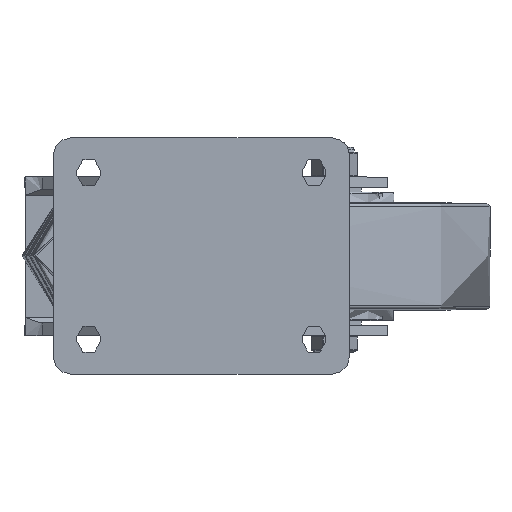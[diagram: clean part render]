
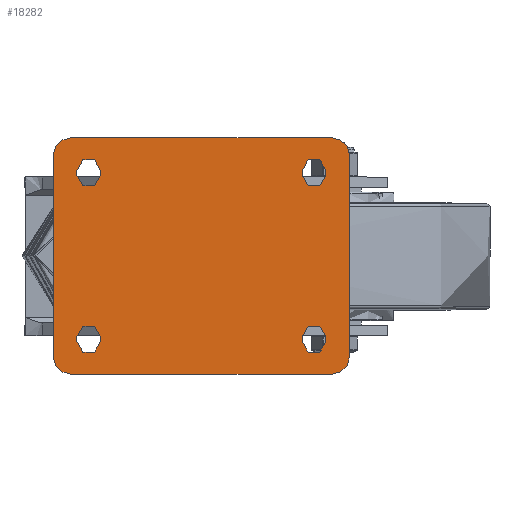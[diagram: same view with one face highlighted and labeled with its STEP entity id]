
A CAD part, top view. The second image highlights one B-rep face of the part: STEP entity #18282.
In plain terms, the highlighted planar face has unit normal (0, 0, 1).
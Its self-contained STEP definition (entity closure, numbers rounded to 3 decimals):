
#893=FACE_BOUND('',#3527,.T.);
#894=FACE_BOUND('',#3528,.T.);
#895=FACE_BOUND('',#3529,.T.);
#896=FACE_BOUND('',#3530,.T.);
#1057=PLANE('',#19771);
#2366=FACE_OUTER_BOUND('',#3526,.T.);
#3526=EDGE_LOOP('',(#12534,#12535,#12536,#12537,#12538,#12539,#12540,#12541));
#3527=EDGE_LOOP('',(#12542,#12543,#12544,#12545));
#3528=EDGE_LOOP('',(#12546,#12547,#12548,#12549));
#3529=EDGE_LOOP('',(#12550,#12551,#12552,#12553));
#3530=EDGE_LOOP('',(#12554,#12555,#12556,#12557));
#4870=LINE('',#26383,#5889);
#4871=LINE('',#26387,#5890);
#4872=LINE('',#26391,#5891);
#4873=LINE('',#26394,#5892);
#4874=LINE('',#26397,#5893);
#4875=LINE('',#26401,#5894);
#4876=LINE('',#26405,#5895);
#4877=LINE('',#26409,#5896);
#4878=LINE('',#26413,#5897);
#4879=LINE('',#26417,#5898);
#4880=LINE('',#26421,#5899);
#4881=LINE('',#26425,#5900);
#5889=VECTOR('',#21753,1000.);
#5890=VECTOR('',#21756,1000.);
#5891=VECTOR('',#21759,1000.);
#5892=VECTOR('',#21762,1000.);
#5893=VECTOR('',#21763,1000.);
#5894=VECTOR('',#21766,1000.);
#5895=VECTOR('',#21769,1000.);
#5896=VECTOR('',#21772,1000.);
#5897=VECTOR('',#21775,1000.);
#5898=VECTOR('',#21778,1000.);
#5899=VECTOR('',#21781,1000.);
#5900=VECTOR('',#21784,1000.);
#6882=CIRCLE('',#19772,8.);
#6883=CIRCLE('',#19773,8.);
#6884=CIRCLE('',#19774,8.);
#6885=CIRCLE('',#19775,8.);
#6886=CIRCLE('',#19776,5.5);
#6887=CIRCLE('',#19777,5.5);
#6888=CIRCLE('',#19778,5.5);
#6889=CIRCLE('',#19779,5.5);
#6890=CIRCLE('',#19780,5.5);
#6891=CIRCLE('',#19781,5.5);
#6892=CIRCLE('',#19782,5.5);
#6893=CIRCLE('',#19783,5.5);
#7801=VERTEX_POINT('',#26379);
#7802=VERTEX_POINT('',#26380);
#7803=VERTEX_POINT('',#26382);
#7804=VERTEX_POINT('',#26384);
#7805=VERTEX_POINT('',#26386);
#7806=VERTEX_POINT('',#26388);
#7807=VERTEX_POINT('',#26390);
#7808=VERTEX_POINT('',#26392);
#7809=VERTEX_POINT('',#26395);
#7810=VERTEX_POINT('',#26396);
#7811=VERTEX_POINT('',#26398);
#7812=VERTEX_POINT('',#26400);
#7813=VERTEX_POINT('',#26403);
#7814=VERTEX_POINT('',#26404);
#7815=VERTEX_POINT('',#26406);
#7816=VERTEX_POINT('',#26408);
#7817=VERTEX_POINT('',#26411);
#7818=VERTEX_POINT('',#26412);
#7819=VERTEX_POINT('',#26414);
#7820=VERTEX_POINT('',#26416);
#7821=VERTEX_POINT('',#26419);
#7822=VERTEX_POINT('',#26420);
#7823=VERTEX_POINT('',#26422);
#7824=VERTEX_POINT('',#26424);
#9631=EDGE_CURVE('',#7801,#7802,#6882,.T.);
#9632=EDGE_CURVE('',#7803,#7801,#4870,.T.);
#9633=EDGE_CURVE('',#7804,#7803,#6883,.T.);
#9634=EDGE_CURVE('',#7805,#7804,#4871,.T.);
#9635=EDGE_CURVE('',#7806,#7805,#6884,.T.);
#9636=EDGE_CURVE('',#7807,#7806,#4872,.T.);
#9637=EDGE_CURVE('',#7808,#7807,#6885,.T.);
#9638=EDGE_CURVE('',#7802,#7808,#4873,.T.);
#9639=EDGE_CURVE('',#7809,#7810,#4874,.T.);
#9640=EDGE_CURVE('',#7810,#7811,#6886,.T.);
#9641=EDGE_CURVE('',#7811,#7812,#4875,.T.);
#9642=EDGE_CURVE('',#7812,#7809,#6887,.T.);
#9643=EDGE_CURVE('',#7813,#7814,#4876,.T.);
#9644=EDGE_CURVE('',#7814,#7815,#6888,.T.);
#9645=EDGE_CURVE('',#7815,#7816,#4877,.T.);
#9646=EDGE_CURVE('',#7816,#7813,#6889,.T.);
#9647=EDGE_CURVE('',#7817,#7818,#4878,.T.);
#9648=EDGE_CURVE('',#7818,#7819,#6890,.T.);
#9649=EDGE_CURVE('',#7819,#7820,#4879,.T.);
#9650=EDGE_CURVE('',#7820,#7817,#6891,.T.);
#9651=EDGE_CURVE('',#7821,#7822,#4880,.T.);
#9652=EDGE_CURVE('',#7822,#7823,#6892,.T.);
#9653=EDGE_CURVE('',#7823,#7824,#4881,.T.);
#9654=EDGE_CURVE('',#7824,#7821,#6893,.T.);
#12534=ORIENTED_EDGE('',*,*,#9631,.F.);
#12535=ORIENTED_EDGE('',*,*,#9632,.F.);
#12536=ORIENTED_EDGE('',*,*,#9633,.F.);
#12537=ORIENTED_EDGE('',*,*,#9634,.F.);
#12538=ORIENTED_EDGE('',*,*,#9635,.F.);
#12539=ORIENTED_EDGE('',*,*,#9636,.F.);
#12540=ORIENTED_EDGE('',*,*,#9637,.F.);
#12541=ORIENTED_EDGE('',*,*,#9638,.F.);
#12542=ORIENTED_EDGE('',*,*,#9639,.T.);
#12543=ORIENTED_EDGE('',*,*,#9640,.T.);
#12544=ORIENTED_EDGE('',*,*,#9641,.T.);
#12545=ORIENTED_EDGE('',*,*,#9642,.T.);
#12546=ORIENTED_EDGE('',*,*,#9643,.T.);
#12547=ORIENTED_EDGE('',*,*,#9644,.T.);
#12548=ORIENTED_EDGE('',*,*,#9645,.T.);
#12549=ORIENTED_EDGE('',*,*,#9646,.T.);
#12550=ORIENTED_EDGE('',*,*,#9647,.T.);
#12551=ORIENTED_EDGE('',*,*,#9648,.T.);
#12552=ORIENTED_EDGE('',*,*,#9649,.T.);
#12553=ORIENTED_EDGE('',*,*,#9650,.T.);
#12554=ORIENTED_EDGE('',*,*,#9651,.T.);
#12555=ORIENTED_EDGE('',*,*,#9652,.T.);
#12556=ORIENTED_EDGE('',*,*,#9653,.T.);
#12557=ORIENTED_EDGE('',*,*,#9654,.T.);
#18282=ADVANCED_FACE('',(#2366,#893,#894,#895,#896),#1057,.T.);
#19771=AXIS2_PLACEMENT_3D('',#26378,#21749,#21750);
#19772=AXIS2_PLACEMENT_3D('',#26381,#21751,#21752);
#19773=AXIS2_PLACEMENT_3D('',#26385,#21754,#21755);
#19774=AXIS2_PLACEMENT_3D('',#26389,#21757,#21758);
#19775=AXIS2_PLACEMENT_3D('',#26393,#21760,#21761);
#19776=AXIS2_PLACEMENT_3D('',#26399,#21764,#21765);
#19777=AXIS2_PLACEMENT_3D('',#26402,#21767,#21768);
#19778=AXIS2_PLACEMENT_3D('',#26407,#21770,#21771);
#19779=AXIS2_PLACEMENT_3D('',#26410,#21773,#21774);
#19780=AXIS2_PLACEMENT_3D('',#26415,#21776,#21777);
#19781=AXIS2_PLACEMENT_3D('',#26418,#21779,#21780);
#19782=AXIS2_PLACEMENT_3D('',#26423,#21782,#21783);
#19783=AXIS2_PLACEMENT_3D('',#26426,#21785,#21786);
#21749=DIRECTION('center_axis',(0.,0.,1.));
#21750=DIRECTION('ref_axis',(-1.,0.,0.));
#21751=DIRECTION('center_axis',(0.,0.,-1.));
#21752=DIRECTION('ref_axis',(0.,1.,0.));
#21753=DIRECTION('',(1.,0.,0.));
#21754=DIRECTION('center_axis',(0.,0.,-1.));
#21755=DIRECTION('ref_axis',(-1.,0.,0.));
#21756=DIRECTION('',(0.,1.,0.));
#21757=DIRECTION('center_axis',(0.,0.,-1.));
#21758=DIRECTION('ref_axis',(0.,-1.,0.));
#21759=DIRECTION('',(-1.,0.,0.));
#21760=DIRECTION('center_axis',(0.,0.,-1.));
#21761=DIRECTION('ref_axis',(1.,0.,0.));
#21762=DIRECTION('',(0.,-1.,0.));
#21763=DIRECTION('',(0.,-1.,0.));
#21764=DIRECTION('center_axis',(0.,0.,-1.));
#21765=DIRECTION('ref_axis',(1.,0.,0.));
#21766=DIRECTION('',(0.,1.,0.));
#21767=DIRECTION('center_axis',(0.,0.,-1.));
#21768=DIRECTION('ref_axis',(1.,0.,0.));
#21769=DIRECTION('',(0.,1.,0.));
#21770=DIRECTION('center_axis',(0.,0.,-1.));
#21771=DIRECTION('ref_axis',(1.,0.,0.));
#21772=DIRECTION('',(0.,-1.,0.));
#21773=DIRECTION('center_axis',(0.,0.,-1.));
#21774=DIRECTION('ref_axis',(1.,0.,0.));
#21775=DIRECTION('',(0.,-1.,0.));
#21776=DIRECTION('center_axis',(0.,0.,-1.));
#21777=DIRECTION('ref_axis',(-1.,0.,0.));
#21778=DIRECTION('',(0.,1.,0.));
#21779=DIRECTION('center_axis',(0.,0.,-1.));
#21780=DIRECTION('ref_axis',(-1.,0.,0.));
#21781=DIRECTION('',(0.,1.,0.));
#21782=DIRECTION('center_axis',(0.,0.,-1.));
#21783=DIRECTION('ref_axis',(-1.,0.,0.));
#21784=DIRECTION('',(0.,-1.,0.));
#21785=DIRECTION('center_axis',(0.,0.,-1.));
#21786=DIRECTION('ref_axis',(-1.,0.,0.));
#26378=CARTESIAN_POINT('Origin',(-7.13,0.,
0.));
#26379=CARTESIAN_POINT('',(53.87,55.,0.));
#26380=CARTESIAN_POINT('',(61.87,47.,0.));
#26381=CARTESIAN_POINT('Origin',(53.87,47.,0.));
#26382=CARTESIAN_POINT('',(-68.13,55.,0.));
#26383=CARTESIAN_POINT('',(-68.13,55.,0.));
#26384=CARTESIAN_POINT('',(-76.13,47.,0.));
#26385=CARTESIAN_POINT('Origin',(-68.13,47.,0.));
#26386=CARTESIAN_POINT('',(-76.13,-47.,0.));
#26387=CARTESIAN_POINT('',(-76.13,-47.,0.));
#26388=CARTESIAN_POINT('',(-68.13,-55.,0.));
#26389=CARTESIAN_POINT('Origin',(-68.13,-47.,0.));
#26390=CARTESIAN_POINT('',(53.87,-55.,0.));
#26391=CARTESIAN_POINT('',(53.87,-55.,0.));
#26392=CARTESIAN_POINT('',(61.87,-47.,0.));
#26393=CARTESIAN_POINT('Origin',(53.87,-47.,0.));
#26394=CARTESIAN_POINT('',(61.87,47.,0.));
#26395=CARTESIAN_POINT('',(-54.13,40.,0.));
#26396=CARTESIAN_POINT('',(-54.13,37.5,0.));
#26397=CARTESIAN_POINT('',(-54.13,40.,0.));
#26398=CARTESIAN_POINT('',(-65.13,37.5,0.));
#26399=CARTESIAN_POINT('Origin',(-59.63,37.5,0.));
#26400=CARTESIAN_POINT('',(-65.13,40.,0.));
#26401=CARTESIAN_POINT('',(-65.13,40.,0.));
#26402=CARTESIAN_POINT('Origin',(-59.63,40.,0.));
#26403=CARTESIAN_POINT('',(-65.13,-40.,0.));
#26404=CARTESIAN_POINT('',(-65.13,-37.5,0.));
#26405=CARTESIAN_POINT('',(-65.13,-40.,0.));
#26406=CARTESIAN_POINT('',(-54.13,-37.5,0.));
#26407=CARTESIAN_POINT('Origin',(-59.63,-37.5,0.));
#26408=CARTESIAN_POINT('',(-54.13,-40.,0.));
#26409=CARTESIAN_POINT('',(-54.13,-40.,0.));
#26410=CARTESIAN_POINT('Origin',(-59.63,-40.,0.));
#26411=CARTESIAN_POINT('',(50.87,40.,0.));
#26412=CARTESIAN_POINT('',(50.87,37.5,0.));
#26413=CARTESIAN_POINT('',(50.87,40.,0.));
#26414=CARTESIAN_POINT('',(39.87,37.5,0.));
#26415=CARTESIAN_POINT('Origin',(45.37,37.5,0.));
#26416=CARTESIAN_POINT('',(39.87,40.,0.));
#26417=CARTESIAN_POINT('',(39.87,40.,0.));
#26418=CARTESIAN_POINT('Origin',(45.37,40.,0.));
#26419=CARTESIAN_POINT('',(39.87,-40.,0.));
#26420=CARTESIAN_POINT('',(39.87,-37.5,0.));
#26421=CARTESIAN_POINT('',(39.87,-40.,0.));
#26422=CARTESIAN_POINT('',(50.87,-37.5,0.));
#26423=CARTESIAN_POINT('Origin',(45.37,-37.5,0.));
#26424=CARTESIAN_POINT('',(50.87,-40.,0.));
#26425=CARTESIAN_POINT('',(50.87,-40.,0.));
#26426=CARTESIAN_POINT('Origin',(45.37,-40.,0.));
